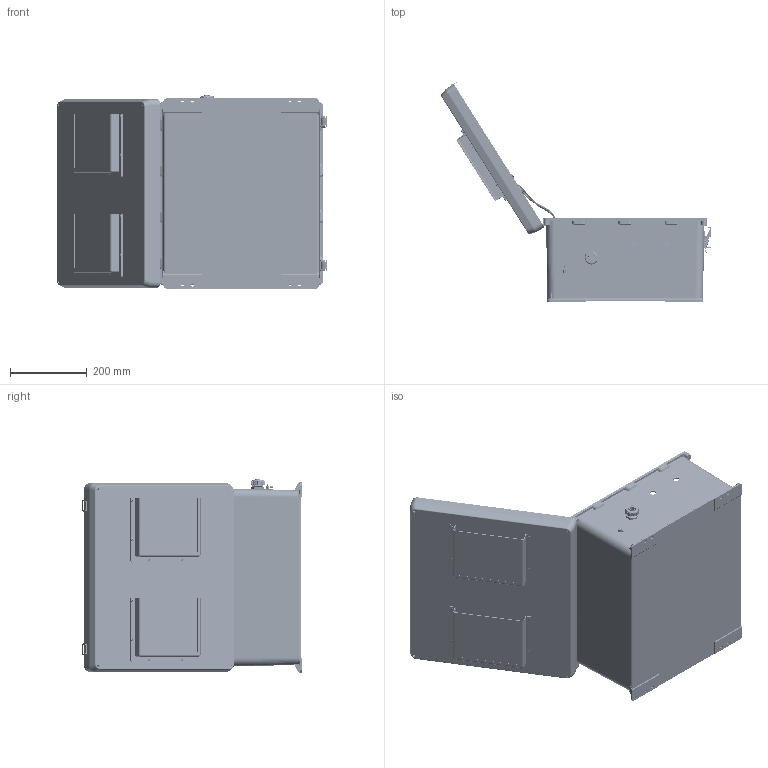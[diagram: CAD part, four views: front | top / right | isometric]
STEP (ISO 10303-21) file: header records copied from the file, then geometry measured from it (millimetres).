
FILE_DESCRIPTION (( 'STEP AP214' ), '1' );
FILE_NAME ('NB181608-10F-1_3D.step', '2025-10-06T15:08:12', ( '' ), ( '' ), 'SwSTEP 2.0', 'SolidWorks 2025', '' );
FILE_SCHEMA (( 'AUTOMOTIVE_DESIGN' ));
Length unit declared in the file: inch
Products named in the file (35): XFN-0002; XERZ-V20D241; XCT-0010; X-ASSY-HYP285-1; XC-0003; NB181608-DoorClasp-1; Fan Screen-120x120 ALUM; XFN-0013; NB181608-Box; XM220-01-UL; XFS-0066_90272A147; XCT-0005; FanWires-18; XMH-0025; XMH-0010; XF685-01; XCTB-0002; XCT-0011; XFN-0022; XMH-0007; NB181608-10F-1_3D; XFW-0002; XFW-0004; NB181608-Hinge; NB181608-Lid-Vented; XFR-0005; XF797-02; XFS-0026; 10-32 NEMA PLATE SCREW; NEMA 18 GroundWire; XFS-0017; NB181608-DoorClasp-2; X-PCB-HYP285; XMH-0019; XFN-0003
Assembly tree (78 placements, depth 3):
  NB181608-10F-1_3D
    NB181608-Box
    NB181608-Hinge  x2
    NB181608-Lid-Vented
    NB181608-DoorClasp-1  x2
    NB181608-DoorClasp-2  x2
    XF685-01
    XMH-0007  x4
    XCTB-0002
    10-32 NEMA PLATE SCREW  x4
    XFN-0013  x2
    XF797-02
    XFS-0017  x7
    XCT-0011
    XCT-0010
    NEMA 18 GroundWire
    XMH-0010  x2
    XFW-0004  x2
    X-ASSY-HYP285-1
      X-PCB-HYP285
      XERZ-V20D241  x3
    XFN-0022  x2
    XFS-0066_90272A147  x2
    XMH-0025
    XFN-0003  x2
    XCT-0005
    XFW-0002
    XFS-0026
    XC-0003
    XM220-01-UL  x2
    XFN-0002  x8
    Fan Screen-120x120 ALUM  x2
    XMH-0019  x2
    FanWires-18
    XFR-0005  x12
Bounding box: 703.32 x 571.16 x 502.84 mm (x, y, z)
Volume: 4127639.9 mm3; surface area: 2582120.1 mm2
Topology: 86 solids, 87 shells, 8213 faces, 21328 edges, 13382 vertices
Faces by surface type: cylinder 3613, plane 2440, cone 1401, torus 446, bspline 280, sphere 33
Entity records: 180672 total; most frequent: CARTESIAN_POINT 65590, ORIENTED_EDGE 24132, DIRECTION 23311, EDGE_CURVE 12066, AXIS2_PLACEMENT_3D 8769, VERTEX_POINT 7625, VECTOR 5773, LINE 5773
